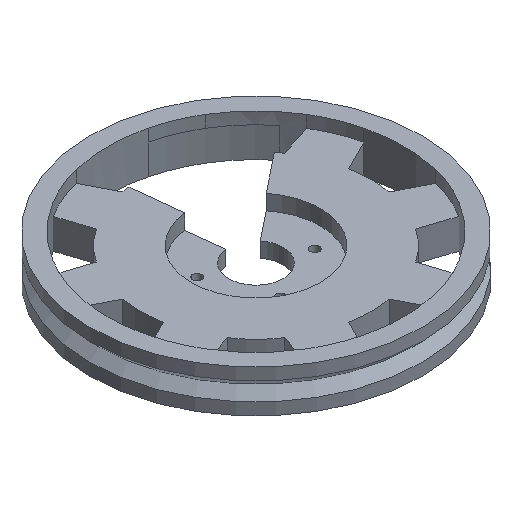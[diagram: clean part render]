
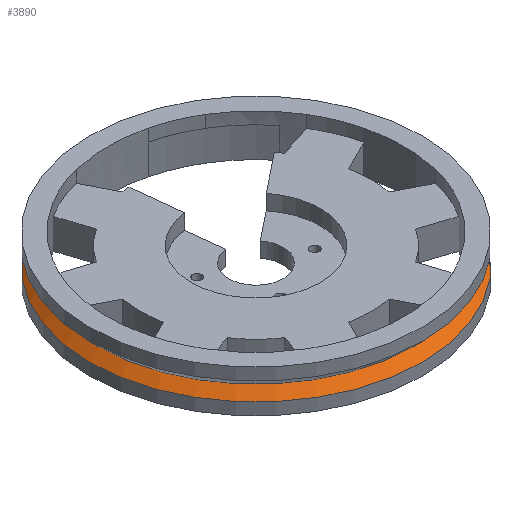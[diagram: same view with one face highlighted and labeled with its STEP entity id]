
A CAD part, isometric view. The second image highlights one B-rep face of the part: STEP entity #3890.
In plain terms, the highlighted conical face has half-angle 45 degrees and reference radius 26 mm.
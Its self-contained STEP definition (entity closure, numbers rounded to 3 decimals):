
#646 = CONICAL_SURFACE('',#647,27.5,0.785);
#647 = AXIS2_PLACEMENT_3D('',#648,#649,#650);
#648 = CARTESIAN_POINT('',(0.,0.,1.5));
#649 = DIRECTION('',(0.,0.,1.));
#650 = DIRECTION('',(1.,0.,0.));
#1883 = VERTEX_POINT('',#1884);
#1884 = CARTESIAN_POINT('',(26.,0.,0.));
#1905 = EDGE_CURVE('',#1883,#1883,#1906,.T.);
#1906 = SURFACE_CURVE('',#1907,(#1912,#1919),.PCURVE_S1.);
#1907 = CIRCLE('',#1908,26.);
#1908 = AXIS2_PLACEMENT_3D('',#1909,#1910,#1911);
#1909 = CARTESIAN_POINT('',(0.,0.,0.));
#1910 = DIRECTION('',(0.,0.,-1.));
#1911 = DIRECTION('',(1.,0.,0.));
#1912 = PCURVE('',#646,#1913);
#1913 = DEFINITIONAL_REPRESENTATION('',(#1914),#1918);
#1914 = LINE('',#1915,#1916);
#1915 = CARTESIAN_POINT('',(-0.,-1.5));
#1916 = VECTOR('',#1917,1.);
#1917 = DIRECTION('',(-1.,-0.));
#1918 = ( GEOMETRIC_REPRESENTATION_CONTEXT(2) 
PARAMETRIC_REPRESENTATION_CONTEXT() REPRESENTATION_CONTEXT('2D SPACE',''
  ) );
#1919 = PCURVE('',#1920,#1925);
#1920 = CONICAL_SURFACE('',#1921,26.,0.785);
#1921 = AXIS2_PLACEMENT_3D('',#1922,#1923,#1924);
#1922 = CARTESIAN_POINT('',(0.,0.,0.));
#1923 = DIRECTION('',(0.,0.,-1.));
#1924 = DIRECTION('',(1.,0.,0.));
#1925 = DEFINITIONAL_REPRESENTATION('',(#1926),#1930);
#1926 = LINE('',#1927,#1928);
#1927 = CARTESIAN_POINT('',(0.,0.));
#1928 = VECTOR('',#1929,1.);
#1929 = DIRECTION('',(1.,0.));
#1930 = ( GEOMETRIC_REPRESENTATION_CONTEXT(2) 
PARAMETRIC_REPRESENTATION_CONTEXT() REPRESENTATION_CONTEXT('2D SPACE',''
  ) );
#1953 = CYLINDRICAL_SURFACE('',#1954,27.5);
#1954 = AXIS2_PLACEMENT_3D('',#1955,#1956,#1957);
#1955 = CARTESIAN_POINT('',(0.,0.,-1.5));
#1956 = DIRECTION('',(0.,0.,-1.));
#1957 = DIRECTION('',(1.,0.,0.));
#3890 = ADVANCED_FACE('',(#3891),#1920,.T.);
#3891 = FACE_BOUND('',#3892,.T.);
#3892 = EDGE_LOOP('',(#3893,#3894,#3917,#3939));
#3893 = ORIENTED_EDGE('',*,*,#1905,.T.);
#3894 = ORIENTED_EDGE('',*,*,#3895,.T.);
#3895 = EDGE_CURVE('',#1883,#3896,#3898,.T.);
#3896 = VERTEX_POINT('',#3897);
#3897 = CARTESIAN_POINT('',(27.5,0.,-1.5));
#3898 = SEAM_CURVE('',#3899,(#3903,#3910),.PCURVE_S1.);
#3899 = LINE('',#3900,#3901);
#3900 = CARTESIAN_POINT('',(26.,0.,0.));
#3901 = VECTOR('',#3902,1.);
#3902 = DIRECTION('',(0.707,0.,-0.707
    ));
#3903 = PCURVE('',#1920,#3904);
#3904 = DEFINITIONAL_REPRESENTATION('',(#3905),#3909);
#3905 = LINE('',#3906,#3907);
#3906 = CARTESIAN_POINT('',(0.,0.));
#3907 = VECTOR('',#3908,1.);
#3908 = DIRECTION('',(0.,1.));
#3909 = ( GEOMETRIC_REPRESENTATION_CONTEXT(2) 
PARAMETRIC_REPRESENTATION_CONTEXT() REPRESENTATION_CONTEXT('2D SPACE',''
  ) );
#3910 = PCURVE('',#1920,#3911);
#3911 = DEFINITIONAL_REPRESENTATION('',(#3912),#3916);
#3912 = LINE('',#3913,#3914);
#3913 = CARTESIAN_POINT('',(6.283,0.));
#3914 = VECTOR('',#3915,1.);
#3915 = DIRECTION('',(0.,1.));
#3916 = ( GEOMETRIC_REPRESENTATION_CONTEXT(2) 
PARAMETRIC_REPRESENTATION_CONTEXT() REPRESENTATION_CONTEXT('2D SPACE',''
  ) );
#3917 = ORIENTED_EDGE('',*,*,#3918,.F.);
#3918 = EDGE_CURVE('',#3896,#3896,#3919,.T.);
#3919 = SURFACE_CURVE('',#3920,(#3925,#3932),.PCURVE_S1.);
#3920 = CIRCLE('',#3921,27.5);
#3921 = AXIS2_PLACEMENT_3D('',#3922,#3923,#3924);
#3922 = CARTESIAN_POINT('',(0.,0.,-1.5));
#3923 = DIRECTION('',(0.,0.,-1.));
#3924 = DIRECTION('',(1.,0.,0.));
#3925 = PCURVE('',#1920,#3926);
#3926 = DEFINITIONAL_REPRESENTATION('',(#3927),#3931);
#3927 = LINE('',#3928,#3929);
#3928 = CARTESIAN_POINT('',(0.,1.5));
#3929 = VECTOR('',#3930,1.);
#3930 = DIRECTION('',(1.,0.));
#3931 = ( GEOMETRIC_REPRESENTATION_CONTEXT(2) 
PARAMETRIC_REPRESENTATION_CONTEXT() REPRESENTATION_CONTEXT('2D SPACE',''
  ) );
#3932 = PCURVE('',#1953,#3933);
#3933 = DEFINITIONAL_REPRESENTATION('',(#3934),#3938);
#3934 = LINE('',#3935,#3936);
#3935 = CARTESIAN_POINT('',(0.,0.));
#3936 = VECTOR('',#3937,1.);
#3937 = DIRECTION('',(1.,0.));
#3938 = ( GEOMETRIC_REPRESENTATION_CONTEXT(2) 
PARAMETRIC_REPRESENTATION_CONTEXT() REPRESENTATION_CONTEXT('2D SPACE',''
  ) );
#3939 = ORIENTED_EDGE('',*,*,#3895,.F.);
